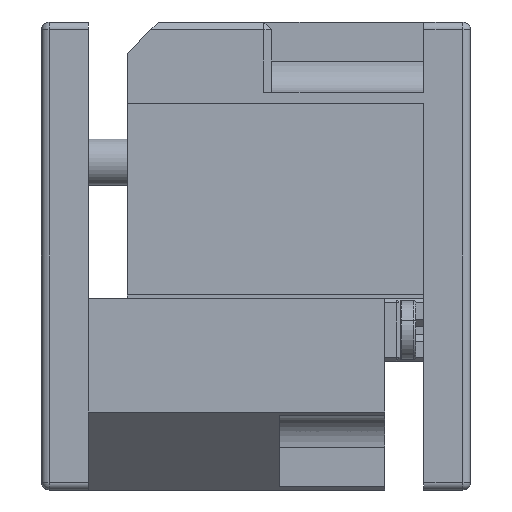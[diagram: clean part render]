
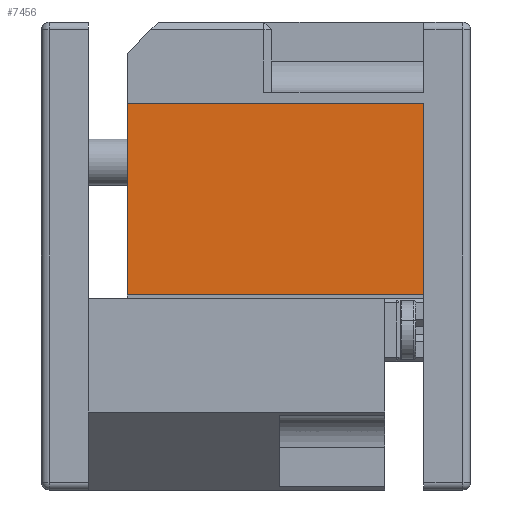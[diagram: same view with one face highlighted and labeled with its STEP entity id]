
A CAD part, left-side view. The second image highlights one B-rep face of the part: STEP entity #7456.
In plain terms, the highlighted planar face has unit normal (-1, 0, 0).
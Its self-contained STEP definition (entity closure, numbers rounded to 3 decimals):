
#195 = DIRECTION ( 'NONE',  ( 0., 0., 1. ) ) ;
#434 = CARTESIAN_POINT ( 'NONE',  ( -30., 44., -5. ) ) ;
#3902 = CARTESIAN_POINT ( 'NONE',  ( -30., 44., -5. ) ) ;
#4883 = VERTEX_POINT ( 'NONE', #10738 ) ;
#7456 = ADVANCED_FACE ( 'NONE', ( #44780 ), #41184, .F. ) ;
#8062 = CARTESIAN_POINT ( 'NONE',  ( -30., 6., -5. ) ) ;
#8380 = VECTOR ( 'NONE', #195, 1000. ) ;
#10346 = EDGE_LOOP ( 'NONE', ( #24122, #31412, #42246, #44132 ) ) ;
#10738 = CARTESIAN_POINT ( 'NONE',  ( -30., 6., -5. ) ) ;
#11562 = VECTOR ( 'NONE', #52230, 1000. ) ;
#11636 = AXIS2_PLACEMENT_3D ( 'NONE', #3902, #54020, #53721 ) ;
#18394 = LINE ( 'NONE', #8062, #8380 ) ;
#18929 = LINE ( 'NONE', #434, #11562 ) ;
#23574 = LINE ( 'NONE', #28612, #55960 ) ;
#24111 = EDGE_CURVE ( 'NONE', #53386, #47441, #18929, .T. ) ;
#24122 = ORIENTED_EDGE ( 'NONE', *, *, #51806, .T. ) ;
#26328 = LINE ( 'NONE', #54067, #50358 ) ;
#28612 = CARTESIAN_POINT ( 'NONE',  ( -30., 44., 19.5 ) ) ;
#31412 = ORIENTED_EDGE ( 'NONE', *, *, #39840, .F. ) ;
#36617 = CARTESIAN_POINT ( 'NONE',  ( -30., 6., 19.5 ) ) ;
#39840 = EDGE_CURVE ( 'NONE', #47441, #42158, #23574, .T. ) ;
#41154 = EDGE_CURVE ( 'NONE', #53386, #4883, #26328, .T. ) ;
#41184 = PLANE ( 'NONE',  #11636 ) ;
#41889 = CARTESIAN_POINT ( 'NONE',  ( -30., 44., 19.5 ) ) ;
#42158 = VERTEX_POINT ( 'NONE', #36617 ) ;
#42246 = ORIENTED_EDGE ( 'NONE', *, *, #24111, .F. ) ;
#44132 = ORIENTED_EDGE ( 'NONE', *, *, #41154, .T. ) ;
#44780 = FACE_OUTER_BOUND ( 'NONE', #10346, .T. ) ;
#47441 = VERTEX_POINT ( 'NONE', #41889 ) ;
#50358 = VECTOR ( 'NONE', #53468, 1000. ) ;
#51806 = EDGE_CURVE ( 'NONE', #4883, #42158, #18394, .T. ) ;
#52230 = DIRECTION ( 'NONE',  ( 0., 0., 1. ) ) ;
#53386 = VERTEX_POINT ( 'NONE', #54499 ) ;
#53468 = DIRECTION ( 'NONE',  ( 0., -1., 0. ) ) ;
#53721 = DIRECTION ( 'NONE',  ( 0., 1., 0. ) ) ;
#54020 = DIRECTION ( 'NONE',  ( 1., 0., 0. ) ) ;
#54067 = CARTESIAN_POINT ( 'NONE',  ( -30., 44., -5. ) ) ;
#54499 = CARTESIAN_POINT ( 'NONE',  ( -30., 44., -5. ) ) ;
#55960 = VECTOR ( 'NONE', #56072, 1000. ) ;
#56072 = DIRECTION ( 'NONE',  ( 0., -1., 0. ) ) ;
